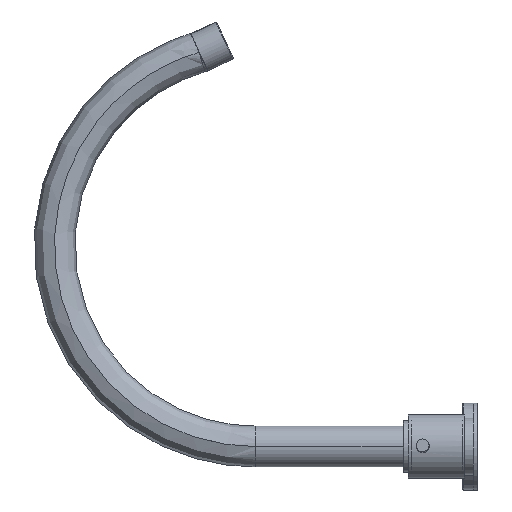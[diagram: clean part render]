
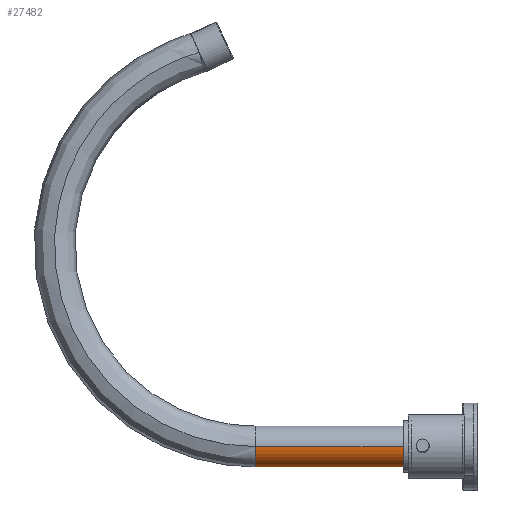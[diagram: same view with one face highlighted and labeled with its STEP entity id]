
A CAD part, left-side view. The second image highlights one B-rep face of the part: STEP entity #27482.
In plain terms, the highlighted cylindrical face has radius 12.7 mm (diameter 25.4 mm), a partial arc.
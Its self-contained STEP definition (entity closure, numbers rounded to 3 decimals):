
#595 = ORIENTED_EDGE ( 'NONE', *, *, #19686, .T. ) ;
#3644 = ORIENTED_EDGE ( 'NONE', *, *, #26913, .T. ) ;
#3680 = AXIS2_PLACEMENT_3D ( 'NONE', #7540, #16443, #14116 ) ;
#4128 = DIRECTION ( 'NONE',  ( 0., 1., 0. ) ) ;
#4506 = DIRECTION ( 'NONE',  ( 0., 1., 0. ) ) ;
#5135 = EDGE_CURVE ( 'NONE', #17445, #10104, #24142, .T. ) ;
#5267 = EDGE_LOOP ( 'NONE', ( #595, #3644, #21089, #27877 ) ) ;
#6692 = CARTESIAN_POINT ( 'NONE',  ( -11.48, 75.692, -0.016 ) ) ;
#6894 = LINE ( 'NONE', #20053, #11633 ) ;
#6899 = CARTESIAN_POINT ( 'NONE',  ( -11.48, 167.992, -0.016 ) ) ;
#7260 = CARTESIAN_POINT ( 'NONE',  ( 1.22, 75.692, 0. ) ) ;
#7388 = FACE_OUTER_BOUND ( 'NONE', #5267, .T. ) ;
#7476 = EDGE_CURVE ( 'NONE', #10104, #8343, #17743, .T. ) ;
#7540 = CARTESIAN_POINT ( 'NONE',  ( 1.22, 75.692, 0. ) ) ;
#8067 = CARTESIAN_POINT ( 'NONE',  ( 13.92, 75.692, 0.016 ) ) ;
#8343 = VERTEX_POINT ( 'NONE', #6899 ) ;
#8707 = DIRECTION ( 'NONE',  ( 1., 0., 0.001 ) ) ;
#9320 = AXIS2_PLACEMENT_3D ( 'NONE', #24203, #4128, #8707 ) ;
#9439 = CARTESIAN_POINT ( 'NONE',  ( 13.92, 167.992, 0.016 ) ) ;
#10104 = VERTEX_POINT ( 'NONE', #9439 ) ;
#11633 = VECTOR ( 'NONE', #4506, 1000. ) ;
#12484 = CIRCLE ( 'NONE', #22306, 12.7 ) ;
#13030 = DIRECTION ( 'NONE',  ( 0., 1., 0. ) ) ;
#14116 = DIRECTION ( 'NONE',  ( 1., 0., 0.001 ) ) ;
#14819 = VERTEX_POINT ( 'NONE', #6692 ) ;
#16443 = DIRECTION ( 'NONE',  ( 0., 1., 0. ) ) ;
#17445 = VERTEX_POINT ( 'NONE', #26032 ) ;
#17743 = CIRCLE ( 'NONE', #9320, 12.7 ) ;
#18597 = VECTOR ( 'NONE', #13030, 1000. ) ;
#19686 = EDGE_CURVE ( 'NONE', #17445, #14819, #12484, .T. ) ;
#20053 = CARTESIAN_POINT ( 'NONE',  ( -11.48, 75.692, -0.016 ) ) ;
#20549 = DIRECTION ( 'NONE',  ( 0., 1., 0. ) ) ;
#21089 = ORIENTED_EDGE ( 'NONE', *, *, #7476, .F. ) ;
#21252 = CYLINDRICAL_SURFACE ( 'NONE', #3680, 12.7 ) ;
#22306 = AXIS2_PLACEMENT_3D ( 'NONE', #7260, #20549, #22754 ) ;
#22754 = DIRECTION ( 'NONE',  ( 1., 0., 0.001 ) ) ;
#24142 = LINE ( 'NONE', #8067, #18597 ) ;
#24203 = CARTESIAN_POINT ( 'NONE',  ( 1.22, 167.992, 0. ) ) ;
#26032 = CARTESIAN_POINT ( 'NONE',  ( 13.92, 75.692, 0.016 ) ) ;
#26913 = EDGE_CURVE ( 'NONE', #14819, #8343, #6894, .T. ) ;
#27482 = ADVANCED_FACE ( 'NONE', ( #7388 ), #21252, .T. ) ;
#27877 = ORIENTED_EDGE ( 'NONE', *, *, #5135, .F. ) ;
